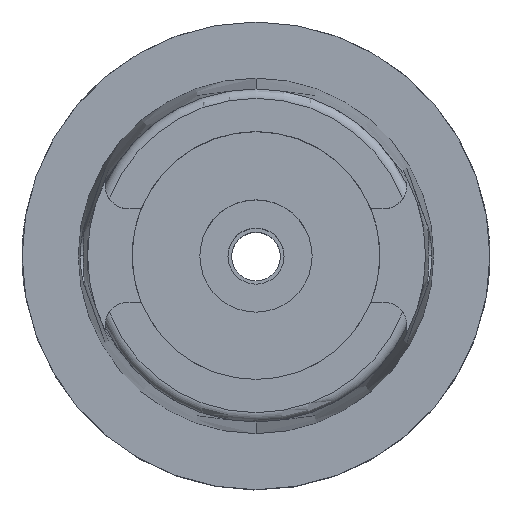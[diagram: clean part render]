
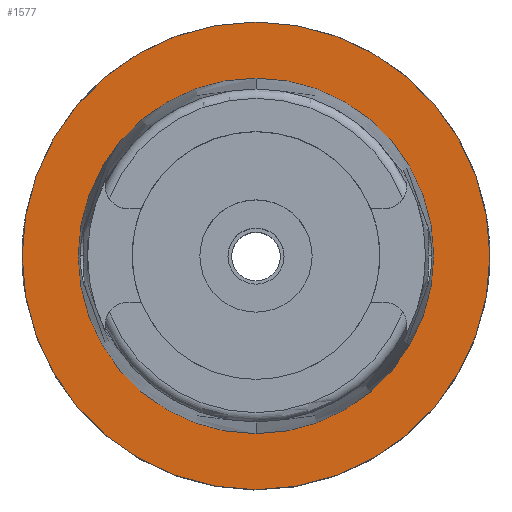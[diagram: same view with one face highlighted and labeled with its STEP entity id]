
A CAD part, top view. The second image highlights one B-rep face of the part: STEP entity #1577.
In plain terms, the highlighted planar face has unit normal (0, 0, 1).
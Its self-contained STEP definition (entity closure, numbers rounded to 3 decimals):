
#56 = ORIENTED_EDGE ( 'NONE', *, *, #4795, .F. ) ;
#126 = AXIS2_PLACEMENT_3D ( 'NONE', #442, #5223, #2158 ) ;
#251 = DIRECTION ( 'NONE',  ( 0., 0., -1. ) ) ;
#436 = CARTESIAN_POINT ( 'NONE',  ( 0., -50., 0. ) ) ;
#440 = CARTESIAN_POINT ( 'NONE',  ( 0., -38., 0. ) ) ;
#441 = DIRECTION ( 'NONE',  ( 0., 1., 0. ) ) ;
#442 = CARTESIAN_POINT ( 'NONE',  ( 0., 0., 0. ) ) ;
#643 = DIRECTION ( 'NONE',  ( 0., 0., 1. ) ) ;
#668 = CARTESIAN_POINT ( 'NONE',  ( 0., 0., 0. ) ) ;
#732 = EDGE_LOOP ( 'NONE', ( #3899, #56 ) ) ;
#1064 = CARTESIAN_POINT ( 'NONE',  ( 0., 50., 0. ) ) ;
#1098 = CIRCLE ( 'NONE', #126, 50. ) ;
#1577 = ADVANCED_FACE ( 'NONE', ( #4594, #4210 ), #4570, .T. ) ;
#1593 = DIRECTION ( 'NONE',  ( 0., -1., 0. ) ) ;
#1660 = AXIS2_PLACEMENT_3D ( 'NONE', #4587, #251, #1593 ) ;
#1733 = AXIS2_PLACEMENT_3D ( 'NONE', #668, #643, #3307 ) ;
#1826 = AXIS2_PLACEMENT_3D ( 'NONE', #2073, #3789, #2464 ) ;
#2008 = EDGE_LOOP ( 'NONE', ( #4503, #2222 ) ) ;
#2073 = CARTESIAN_POINT ( 'NONE',  ( 0., 0., 0. ) ) ;
#2158 = DIRECTION ( 'NONE',  ( 0., 1., 0. ) ) ;
#2222 = ORIENTED_EDGE ( 'NONE', *, *, #2683, .F. ) ;
#2464 = DIRECTION ( 'NONE',  ( 1., 0., 0. ) ) ;
#2561 = CARTESIAN_POINT ( 'NONE',  ( 0., 0., 0. ) ) ;
#2683 = EDGE_CURVE ( 'NONE', #5153, #4271, #4070, .T. ) ;
#3103 = VERTEX_POINT ( 'NONE', #440 ) ;
#3287 = AXIS2_PLACEMENT_3D ( 'NONE', #2561, #4360, #441 ) ;
#3307 = DIRECTION ( 'NONE',  ( 0., -1., 0. ) ) ;
#3789 = DIRECTION ( 'NONE',  ( 0., 0., 1. ) ) ;
#3793 = EDGE_CURVE ( 'NONE', #5018, #3103, #4988, .T. ) ;
#3899 = ORIENTED_EDGE ( 'NONE', *, *, #3793, .F. ) ;
#4070 = CIRCLE ( 'NONE', #1660, 50. ) ;
#4210 = FACE_BOUND ( 'NONE', #732, .T. ) ;
#4271 = VERTEX_POINT ( 'NONE', #1064 ) ;
#4360 = DIRECTION ( 'NONE',  ( 0., 0., 1. ) ) ;
#4503 = ORIENTED_EDGE ( 'NONE', *, *, #4916, .F. ) ;
#4570 = PLANE ( 'NONE',  #1826 ) ;
#4587 = CARTESIAN_POINT ( 'NONE',  ( 0., 0., 0. ) ) ;
#4594 = FACE_OUTER_BOUND ( 'NONE', #2008, .T. ) ;
#4595 = CIRCLE ( 'NONE', #1733, 38. ) ;
#4795 = EDGE_CURVE ( 'NONE', #3103, #5018, #4595, .T. ) ;
#4915 = CARTESIAN_POINT ( 'NONE',  ( 0., 38., 0. ) ) ;
#4916 = EDGE_CURVE ( 'NONE', #4271, #5153, #1098, .T. ) ;
#4988 = CIRCLE ( 'NONE', #3287, 38. ) ;
#5018 = VERTEX_POINT ( 'NONE', #4915 ) ;
#5153 = VERTEX_POINT ( 'NONE', #436 ) ;
#5223 = DIRECTION ( 'NONE',  ( 0., 0., -1. ) ) ;
